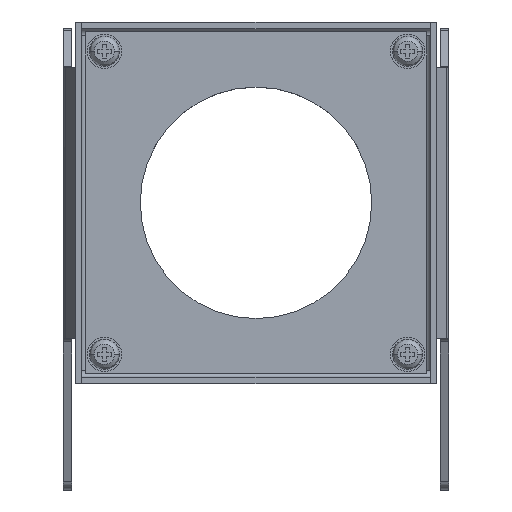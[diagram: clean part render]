
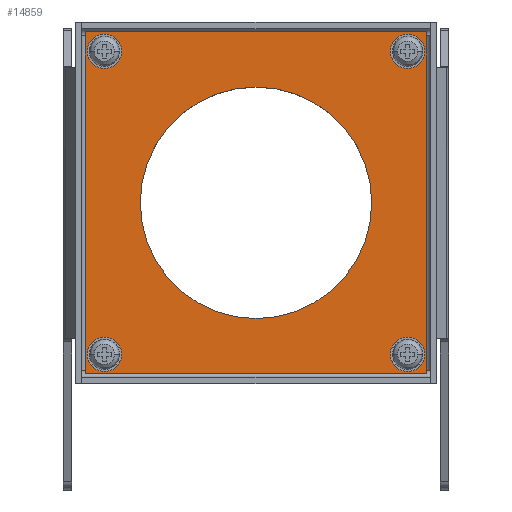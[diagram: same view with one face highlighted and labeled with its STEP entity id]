
A CAD part, top view. The second image highlights one B-rep face of the part: STEP entity #14859.
In plain terms, the highlighted face is planar.
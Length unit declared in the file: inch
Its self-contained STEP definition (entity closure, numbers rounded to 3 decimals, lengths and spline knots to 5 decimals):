
#14570=DIRECTION('',(0.,0.,1.));
#14571=VECTOR('',#14570,2.48);
#14572=CARTESIAN_POINT('',(-1.24,0.,-1.24));
#14573=LINE('',#14572,#14571);
#14574=DIRECTION('',(1.,0.,0.));
#14575=VECTOR('',#14574,2.48);
#14576=CARTESIAN_POINT('',(-1.24,0.,1.24));
#14577=LINE('',#14576,#14575);
#14578=DIRECTION('',(0.,0.,-1.));
#14579=VECTOR('',#14578,2.48);
#14580=CARTESIAN_POINT('',(1.24,0.,1.24));
#14581=LINE('',#14580,#14579);
#14582=DIRECTION('',(-1.,0.,0.));
#14583=VECTOR('',#14582,2.48);
#14584=CARTESIAN_POINT('',(1.24,0.,-1.24));
#14585=LINE('',#14584,#14583);
#14586=CARTESIAN_POINT('',(-1.1,0.,1.1));
#14587=DIRECTION('',(0.,1.,0.));
#14588=DIRECTION('',(1.,0.,0.));
#14589=AXIS2_PLACEMENT_3D('',#14586,#14587,#14588);
#14591=CARTESIAN_POINT('',(-1.1,0.,1.1));
#14592=DIRECTION('',(0.,1.,0.));
#14593=DIRECTION('',(-1.,0.,0.));
#14594=AXIS2_PLACEMENT_3D('',#14591,#14592,#14593);
#14596=CARTESIAN_POINT('',(-1.1,0.,-1.1));
#14597=DIRECTION('',(0.,1.,0.));
#14598=DIRECTION('',(1.,0.,0.));
#14599=AXIS2_PLACEMENT_3D('',#14596,#14597,#14598);
#14601=CARTESIAN_POINT('',(-1.1,0.,-1.1));
#14602=DIRECTION('',(0.,1.,0.));
#14603=DIRECTION('',(-1.,0.,0.));
#14604=AXIS2_PLACEMENT_3D('',#14601,#14602,#14603);
#14606=CARTESIAN_POINT('',(1.1,0.,-1.1));
#14607=DIRECTION('',(0.,1.,0.));
#14608=DIRECTION('',(1.,0.,0.));
#14609=AXIS2_PLACEMENT_3D('',#14606,#14607,#14608);
#14611=CARTESIAN_POINT('',(1.1,0.,-1.1));
#14612=DIRECTION('',(0.,1.,0.));
#14613=DIRECTION('',(-1.,0.,0.));
#14614=AXIS2_PLACEMENT_3D('',#14611,#14612,#14613);
#14616=CARTESIAN_POINT('',(1.1,0.,1.1));
#14617=DIRECTION('',(0.,1.,0.));
#14618=DIRECTION('',(1.,0.,0.));
#14619=AXIS2_PLACEMENT_3D('',#14616,#14617,#14618);
#14621=CARTESIAN_POINT('',(1.1,0.,1.1));
#14622=DIRECTION('',(0.,1.,0.));
#14623=DIRECTION('',(-1.,0.,0.));
#14624=AXIS2_PLACEMENT_3D('',#14621,#14622,#14623);
#14626=CARTESIAN_POINT('',(0.,0.,0.));
#14627=DIRECTION('',(0.,1.,0.));
#14628=DIRECTION('',(1.,0.,0.));
#14629=AXIS2_PLACEMENT_3D('',#14626,#14627,#14628);
#14631=CARTESIAN_POINT('',(0.,0.,0.));
#14632=DIRECTION('',(0.,1.,0.));
#14633=DIRECTION('',(-1.,0.,0.));
#14634=AXIS2_PLACEMENT_3D('',#14631,#14632,#14633);
#14758=CARTESIAN_POINT('',(-1.24,0.,-1.24));
#14759=CARTESIAN_POINT('',(-1.24,0.,1.24));
#14760=VERTEX_POINT('',#14758);
#14761=VERTEX_POINT('',#14759);
#14762=CARTESIAN_POINT('',(1.24,0.,1.24));
#14763=VERTEX_POINT('',#14762);
#14764=CARTESIAN_POINT('',(1.24,0.,-1.24));
#14765=VERTEX_POINT('',#14764);
#14774=CARTESIAN_POINT('',(-1.0325,0.,1.1));
#14775=CARTESIAN_POINT('',(-1.1675,0.,1.1));
#14776=VERTEX_POINT('',#14774);
#14777=VERTEX_POINT('',#14775);
#14778=CARTESIAN_POINT('',(-1.0325,0.,-1.1));
#14779=CARTESIAN_POINT('',(-1.1675,0.,-1.1));
#14780=VERTEX_POINT('',#14778);
#14781=VERTEX_POINT('',#14779);
#14782=CARTESIAN_POINT('',(1.1675,0.,-1.1));
#14783=CARTESIAN_POINT('',(1.0325,0.,-1.1));
#14784=VERTEX_POINT('',#14782);
#14785=VERTEX_POINT('',#14783);
#14786=CARTESIAN_POINT('',(1.1675,0.,1.1));
#14787=CARTESIAN_POINT('',(1.0325,0.,1.1));
#14788=VERTEX_POINT('',#14786);
#14789=VERTEX_POINT('',#14787);
#14806=CARTESIAN_POINT('',(0.84,0.,0.));
#14807=CARTESIAN_POINT('',(-0.84,0.,0.));
#14808=VERTEX_POINT('',#14806);
#14809=VERTEX_POINT('',#14807);
#14814=CARTESIAN_POINT('',(0.,0.,0.));
#14815=DIRECTION('',(0.,1.,0.));
#14816=DIRECTION('',(1.,0.,0.));
#14817=AXIS2_PLACEMENT_3D('',#14814,#14815,#14816);
#14818=PLANE('',#14817);
#14820=ORIENTED_EDGE('',*,*,#14819,.T.);
#14822=ORIENTED_EDGE('',*,*,#14821,.T.);
#14824=ORIENTED_EDGE('',*,*,#14823,.T.);
#14826=ORIENTED_EDGE('',*,*,#14825,.T.);
#14827=EDGE_LOOP('',(#14820,#14822,#14824,#14826));
#14828=FACE_OUTER_BOUND('',#14827,.F.);
#14830=ORIENTED_EDGE('',*,*,#14829,.F.);
#14832=ORIENTED_EDGE('',*,*,#14831,.F.);
#14833=EDGE_LOOP('',(#14830,#14832));
#14834=FACE_BOUND('',#14833,.F.);
#14836=ORIENTED_EDGE('',*,*,#14835,.F.);
#14838=ORIENTED_EDGE('',*,*,#14837,.F.);
#14839=EDGE_LOOP('',(#14836,#14838));
#14840=FACE_BOUND('',#14839,.F.);
#14842=ORIENTED_EDGE('',*,*,#14841,.F.);
#14844=ORIENTED_EDGE('',*,*,#14843,.F.);
#14845=EDGE_LOOP('',(#14842,#14844));
#14846=FACE_BOUND('',#14845,.F.);
#14848=ORIENTED_EDGE('',*,*,#14847,.F.);
#14850=ORIENTED_EDGE('',*,*,#14849,.F.);
#14851=EDGE_LOOP('',(#14848,#14850));
#14852=FACE_BOUND('',#14851,.F.);
#14854=ORIENTED_EDGE('',*,*,#14853,.F.);
#14856=ORIENTED_EDGE('',*,*,#14855,.F.);
#14857=EDGE_LOOP('',(#14854,#14856));
#14858=FACE_BOUND('',#14857,.F.);
#14859=ADVANCED_FACE('',(#14828,#14834,#14840,#14846,#14852,#14858),#14818,.F.);
#14590=CIRCLE('',#14589,0.0675);
#14595=CIRCLE('',#14594,0.0675);
#14600=CIRCLE('',#14599,0.0675);
#14605=CIRCLE('',#14604,0.0675);
#14610=CIRCLE('',#14609,0.0675);
#14615=CIRCLE('',#14614,0.0675);
#14620=CIRCLE('',#14619,0.0675);
#14625=CIRCLE('',#14624,0.0675);
#14630=CIRCLE('',#14629,0.84);
#14635=CIRCLE('',#14634,0.84);
#14819=EDGE_CURVE('',#14760,#14761,#14573,.T.);
#14821=EDGE_CURVE('',#14761,#14763,#14577,.T.);
#14823=EDGE_CURVE('',#14763,#14765,#14581,.T.);
#14825=EDGE_CURVE('',#14765,#14760,#14585,.T.);
#14829=EDGE_CURVE('',#14776,#14777,#14590,.T.);
#14831=EDGE_CURVE('',#14777,#14776,#14595,.T.);
#14835=EDGE_CURVE('',#14780,#14781,#14600,.T.);
#14837=EDGE_CURVE('',#14781,#14780,#14605,.T.);
#14841=EDGE_CURVE('',#14784,#14785,#14610,.T.);
#14843=EDGE_CURVE('',#14785,#14784,#14615,.T.);
#14847=EDGE_CURVE('',#14788,#14789,#14620,.T.);
#14849=EDGE_CURVE('',#14789,#14788,#14625,.T.);
#14853=EDGE_CURVE('',#14808,#14809,#14630,.T.);
#14855=EDGE_CURVE('',#14809,#14808,#14635,.T.);
